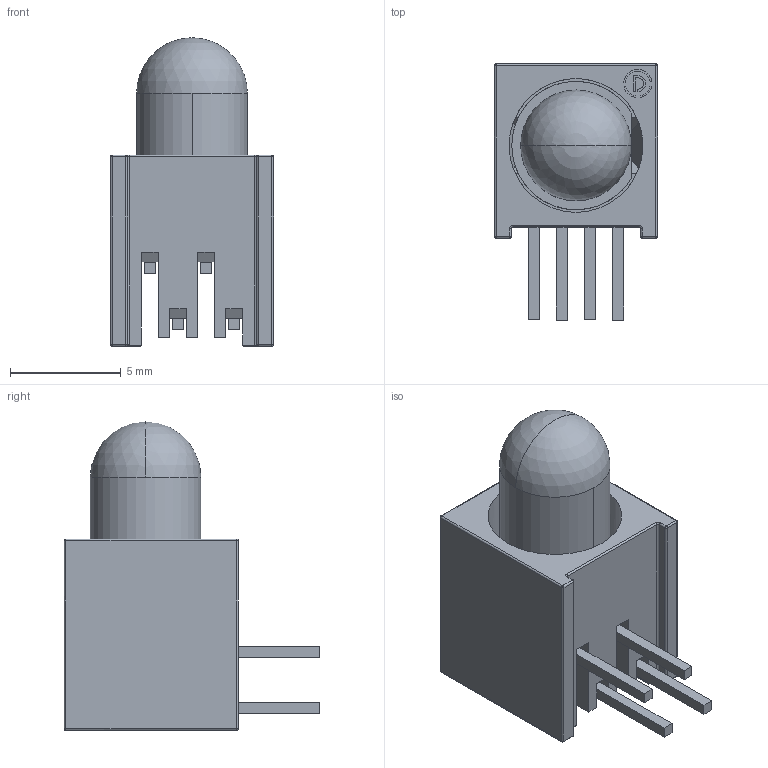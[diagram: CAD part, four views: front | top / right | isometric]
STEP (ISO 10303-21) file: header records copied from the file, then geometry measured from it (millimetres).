
FILE_DESCRIPTION((''),'2;1');
FILE_NAME('5504013F_SW0001','2022-01-19T08:37:11',('ldichoso'),(''),'CREO PARAMETRIC BY PTC INC, 2021304','CREO PARAMETRIC BY PTC INC, 2021304','');
FILE_SCHEMA(('CONFIG_CONTROL_DESIGN'));
Length unit declared in the file: inch
Products named in the file (1): 5504013F_SW0001
Bounding box: 7.37 x 11.56 x 13.93 mm (x, y, z)
Volume: 470.7 mm3; surface area: 821.5 mm2
Topology: 1 solids, 1 shells, 171 faces, 442 edges, 270 vertices
Faces by surface type: plane 109, cylinder 44, sphere 12, bspline 4, torus 2
Entity records: 5652 total; most frequent: CARTESIAN_POINT 1470, ORIENTED_EDGE 880, DIRECTION 827, EDGE_CURVE 440, VECTOR 331, LINE 331, VERTEX_POINT 270, AXIS2_PLACEMENT_3D 248
